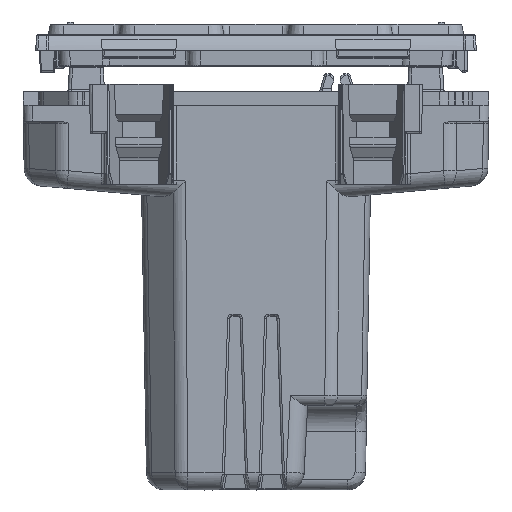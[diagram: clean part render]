
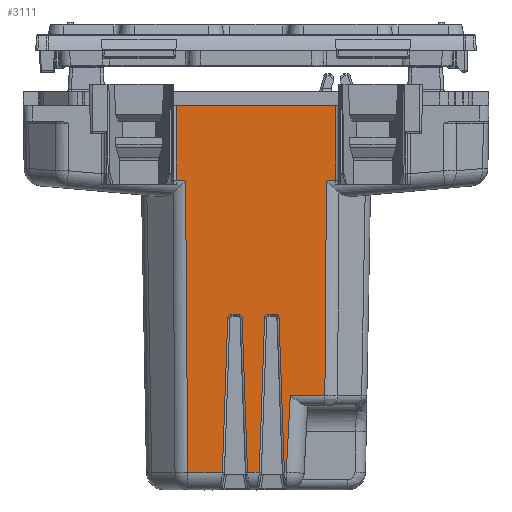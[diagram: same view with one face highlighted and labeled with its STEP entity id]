
A CAD part, front view. The second image highlights one B-rep face of the part: STEP entity #3111.
In plain terms, the highlighted planar face has unit normal (0, -1, -0.018).
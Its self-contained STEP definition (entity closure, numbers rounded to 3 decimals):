
#2949=AXIS2_PLACEMENT_3D('Plane Axis2P3D',#2946,#2947,#2948) ;
#2203=CARTESIAN_POINT('Vertex',(0.306,-21.392,-34.83)) ;
#2430=CARTESIAN_POINT('Vertex',(2.867,-21.392,-34.83)) ;
#2814=CARTESIAN_POINT('Vertex',(6.534,-21.52,-27.517)) ;
#2911=CARTESIAN_POINT('Vertex',(3.251,-21.52,-27.517)) ;
#2914=CARTESIAN_POINT('Line Origine',(3.78,-21.696,-17.415)) ;
#2933=CARTESIAN_POINT('Line Origine',(0.721,-21.52,-27.517)) ;
#2946=CARTESIAN_POINT('Axis2P3D Location',(0.,-22.,0.)) ;
#2952=CARTESIAN_POINT('Control Point',(0.306,-21.392,-34.83)) ;
#2953=CARTESIAN_POINT('Control Point',(0.817,-21.648,-20.19)) ;
#2954=CARTESIAN_POINT('Vertex',(0.817,-21.648,-20.19)) ;
#2958=CARTESIAN_POINT('Control Point',(0.817,-21.648,-20.19)) ;
#2959=CARTESIAN_POINT('Control Point',(0.823,-21.65,-20.036)) ;
#2960=CARTESIAN_POINT('Control Point',(0.908,-21.653,-19.884)) ;
#2961=CARTESIAN_POINT('Control Point',(1.063,-21.654,-19.803)) ;
#2962=CARTESIAN_POINT('Control Point',(1.217,-21.654,-19.803)) ;
#2963=CARTESIAN_POINT('Vertex',(1.217,-21.654,-19.803)) ;
#2966=CARTESIAN_POINT('Line Origine',(0.,-21.654,-19.803)) ;
#2970=CARTESIAN_POINT('Vertex',(1.783,-21.654,-19.803)) ;
#2974=CARTESIAN_POINT('Control Point',(1.783,-21.654,-19.803)) ;
#2975=CARTESIAN_POINT('Control Point',(1.937,-21.654,-19.803)) ;
#2976=CARTESIAN_POINT('Control Point',(2.092,-21.653,-19.884)) ;
#2977=CARTESIAN_POINT('Control Point',(2.177,-21.65,-20.036)) ;
#2978=CARTESIAN_POINT('Control Point',(2.183,-21.648,-20.19)) ;
#2979=CARTESIAN_POINT('Vertex',(2.183,-21.648,-20.19)) ;
#2983=CARTESIAN_POINT('Control Point',(2.694,-21.392,-34.83)) ;
#2984=CARTESIAN_POINT('Control Point',(2.183,-21.648,-20.19)) ;
#2985=CARTESIAN_POINT('Vertex',(2.694,-21.392,-34.83)) ;
#2988=CARTESIAN_POINT('Line Origine',(0.,-21.392,-34.83)) ;
#2994=CARTESIAN_POINT('Control Point',(6.681,-21.875,-7.188)) ;
#2995=CARTESIAN_POINT('Control Point',(6.534,-21.52,-27.517)) ;
#2996=CARTESIAN_POINT('Vertex',(6.681,-21.875,-7.188)) ;
#3000=CARTESIAN_POINT('Control Point',(6.681,-21.875,-7.188)) ;
#3001=CARTESIAN_POINT('Control Point',(7.555,-21.876,-7.112)) ;
#3002=CARTESIAN_POINT('Vertex',(7.555,-21.876,-7.112)) ;
#3005=CARTESIAN_POINT('Line Origine',(7.555,-21.681,-18.25)) ;
#3009=CARTESIAN_POINT('Vertex',(7.555,-22.,0.)) ;
#3012=CARTESIAN_POINT('Line Origine',(0.,-22.,0.)) ;
#3016=CARTESIAN_POINT('Vertex',(-7.555,-22.,0.)) ;
#3019=CARTESIAN_POINT('Line Origine',(-7.555,-21.681,-18.25)) ;
#3023=CARTESIAN_POINT('Vertex',(-7.555,-21.876,-7.112)) ;
#3027=CARTESIAN_POINT('Control Point',(-6.681,-21.875,-7.188)) ;
#3028=CARTESIAN_POINT('Control Point',(-7.555,-21.876,-7.112)) ;
#3029=CARTESIAN_POINT('Vertex',(-6.681,-21.875,-7.188)) ;
#3033=CARTESIAN_POINT('Control Point',(-6.681,-21.875,-7.188)) ;
#3034=CARTESIAN_POINT('Control Point',(-6.481,-21.392,-34.83)) ;
#3035=CARTESIAN_POINT('Vertex',(-6.481,-21.392,-34.83)) ;
#3038=CARTESIAN_POINT('Line Origine',(0.,-21.392,-34.83)) ;
#3042=CARTESIAN_POINT('Vertex',(-3.194,-21.392,-34.83)) ;
#3046=CARTESIAN_POINT('Control Point',(-3.194,-21.392,-34.83)) ;
#3047=CARTESIAN_POINT('Control Point',(-2.683,-21.648,-20.19)) ;
#3048=CARTESIAN_POINT('Vertex',(-2.683,-21.648,-20.19)) ;
#3052=CARTESIAN_POINT('Control Point',(-2.683,-21.648,-20.19)) ;
#3053=CARTESIAN_POINT('Control Point',(-2.677,-21.65,-20.036)) ;
#3054=CARTESIAN_POINT('Control Point',(-2.592,-21.653,-19.884)) ;
#3055=CARTESIAN_POINT('Control Point',(-2.437,-21.654,-19.803)) ;
#3056=CARTESIAN_POINT('Control Point',(-2.283,-21.654,-19.803)) ;
#3057=CARTESIAN_POINT('Vertex',(-2.283,-21.654,-19.803)) ;
#3060=CARTESIAN_POINT('Line Origine',(0.,-21.654,-19.803)) ;
#3064=CARTESIAN_POINT('Vertex',(-1.717,-21.654,-19.803)) ;
#3068=CARTESIAN_POINT('Control Point',(-1.717,-21.654,-19.803)) ;
#3069=CARTESIAN_POINT('Control Point',(-1.563,-21.654,-19.803)) ;
#3070=CARTESIAN_POINT('Control Point',(-1.408,-21.653,-19.884)) ;
#3071=CARTESIAN_POINT('Control Point',(-1.323,-21.65,-20.036)) ;
#3072=CARTESIAN_POINT('Control Point',(-1.317,-21.648,-20.19)) ;
#3073=CARTESIAN_POINT('Vertex',(-1.317,-21.648,-20.19)) ;
#3077=CARTESIAN_POINT('Control Point',(-0.806,-21.392,-34.83)) ;
#3078=CARTESIAN_POINT('Control Point',(-1.317,-21.648,-20.19)) ;
#3079=CARTESIAN_POINT('Vertex',(-0.806,-21.392,-34.83)) ;
#3082=CARTESIAN_POINT('Line Origine',(0.,-21.392,-34.83)) ;
#2915=DIRECTION('Vector Direction',(-0.052,0.017,-0.998)) ;
#2934=DIRECTION('Vector Direction',(-1.,0.,0.)) ;
#2947=DIRECTION('Axis2P3D Direction',(0.,1.,0.017)) ;
#2948=DIRECTION('Axis2P3D XDirection',(-1.,0.,0.)) ;
#2967=DIRECTION('Vector Direction',(-1.,0.,0.)) ;
#2989=DIRECTION('Vector Direction',(-1.,0.,0.)) ;
#3006=DIRECTION('Vector Direction',(0.,-0.017,1.)) ;
#3013=DIRECTION('Vector Direction',(-1.,0.,0.)) ;
#3020=DIRECTION('Vector Direction',(0.,-0.017,1.)) ;
#3039=DIRECTION('Vector Direction',(-1.,0.,0.)) ;
#3061=DIRECTION('Vector Direction',(-1.,0.,0.)) ;
#3083=DIRECTION('Vector Direction',(-1.,0.,0.)) ;
#2916=VECTOR('Line Direction',#2915,1.) ;
#2935=VECTOR('Line Direction',#2934,1.) ;
#2968=VECTOR('Line Direction',#2967,1.) ;
#2990=VECTOR('Line Direction',#2989,1.) ;
#3007=VECTOR('Line Direction',#3006,1.) ;
#3014=VECTOR('Line Direction',#3013,1.) ;
#3021=VECTOR('Line Direction',#3020,1.) ;
#3040=VECTOR('Line Direction',#3039,1.) ;
#3062=VECTOR('Line Direction',#3061,1.) ;
#3084=VECTOR('Line Direction',#3083,1.) ;
#3088=ORIENTED_EDGE('',*,*,#2956,.F.) ;
#3089=ORIENTED_EDGE('',*,*,#2965,.F.) ;
#3090=ORIENTED_EDGE('',*,*,#2972,.F.) ;
#3091=ORIENTED_EDGE('',*,*,#2981,.F.) ;
#3092=ORIENTED_EDGE('',*,*,#2987,.F.) ;
#3093=ORIENTED_EDGE('',*,*,#2992,.F.) ;
#3094=ORIENTED_EDGE('',*,*,#2918,.T.) ;
#3095=ORIENTED_EDGE('',*,*,#2937,.F.) ;
#3096=ORIENTED_EDGE('',*,*,#2998,.F.) ;
#3097=ORIENTED_EDGE('',*,*,#3004,.T.) ;
#3098=ORIENTED_EDGE('',*,*,#3011,.T.) ;
#3099=ORIENTED_EDGE('',*,*,#3018,.T.) ;
#3100=ORIENTED_EDGE('',*,*,#3025,.F.) ;
#3101=ORIENTED_EDGE('',*,*,#3031,.T.) ;
#3102=ORIENTED_EDGE('',*,*,#3037,.F.) ;
#3103=ORIENTED_EDGE('',*,*,#3044,.F.) ;
#3104=ORIENTED_EDGE('',*,*,#3050,.F.) ;
#3105=ORIENTED_EDGE('',*,*,#3059,.F.) ;
#3106=ORIENTED_EDGE('',*,*,#3066,.F.) ;
#3107=ORIENTED_EDGE('',*,*,#3075,.F.) ;
#3108=ORIENTED_EDGE('',*,*,#3081,.F.) ;
#3109=ORIENTED_EDGE('',*,*,#3086,.F.) ;
#3111=ADVANCED_FACE('PartBody',(#3110),#2950,.F.) ;
#2951=B_SPLINE_CURVE_WITH_KNOTS('',1,(#2952,#2953),.UNSPECIFIED.,.F.,.U.,(2,2),(-17.428,-2.777),.UNSPECIFIED.) ;
#2957=B_SPLINE_CURVE_WITH_KNOTS('',4,(#2958,#2959,#2960,#2961,#2962),.UNSPECIFIED.,.F.,.U.,(5,5),(1.062,1.749),.UNSPECIFIED.) ;
#2973=B_SPLINE_CURVE_WITH_KNOTS('',4,(#2974,#2975,#2976,#2977,#2978),.UNSPECIFIED.,.F.,.U.,(5,5),(1.062,1.749),.UNSPECIFIED.) ;
#2982=B_SPLINE_CURVE_WITH_KNOTS('',1,(#2983,#2984),.UNSPECIFIED.,.F.,.U.,(2,2),(-17.428,-2.777),.UNSPECIFIED.) ;
#2993=B_SPLINE_CURVE_WITH_KNOTS('',1,(#2994,#2995),.UNSPECIFIED.,.F.,.U.,(2,2),(-11.064,9.269),.UNSPECIFIED.) ;
#2999=B_SPLINE_CURVE_WITH_KNOTS('',1,(#3000,#3001),.UNSPECIFIED.,.F.,.U.,(2,2),(6.707,7.584),.UNSPECIFIED.) ;
#3026=B_SPLINE_CURVE_WITH_KNOTS('',1,(#3027,#3028),.UNSPECIFIED.,.F.,.U.,(2,2),(6.707,7.584),.UNSPECIFIED.) ;
#3032=B_SPLINE_CURVE_WITH_KNOTS('',1,(#3033,#3034),.UNSPECIFIED.,.F.,.U.,(2,2),(-11.064,16.583),.UNSPECIFIED.) ;
#3045=B_SPLINE_CURVE_WITH_KNOTS('',1,(#3046,#3047),.UNSPECIFIED.,.F.,.U.,(2,2),(-17.428,-2.777),.UNSPECIFIED.) ;
#3051=B_SPLINE_CURVE_WITH_KNOTS('',4,(#3052,#3053,#3054,#3055,#3056),.UNSPECIFIED.,.F.,.U.,(5,5),(1.062,1.749),.UNSPECIFIED.) ;
#3067=B_SPLINE_CURVE_WITH_KNOTS('',4,(#3068,#3069,#3070,#3071,#3072),.UNSPECIFIED.,.F.,.U.,(5,5),(1.062,1.749),.UNSPECIFIED.) ;
#3076=B_SPLINE_CURVE_WITH_KNOTS('',1,(#3077,#3078),.UNSPECIFIED.,.F.,.U.,(2,2),(-17.428,-2.777),.UNSPECIFIED.) ;
#2918=EDGE_CURVE('',#2431,#2912,#2917,.F.) ;
#2937=EDGE_CURVE('',#2815,#2912,#2936,.T.) ;
#2956=EDGE_CURVE('',#2955,#2204,#2951,.F.) ;
#2965=EDGE_CURVE('',#2964,#2955,#2957,.F.) ;
#2972=EDGE_CURVE('',#2971,#2964,#2969,.T.) ;
#2981=EDGE_CURVE('',#2980,#2971,#2973,.F.) ;
#2987=EDGE_CURVE('',#2986,#2980,#2982,.T.) ;
#2992=EDGE_CURVE('',#2431,#2986,#2991,.T.) ;
#2998=EDGE_CURVE('',#2997,#2815,#2993,.T.) ;
#3004=EDGE_CURVE('',#2997,#3003,#2999,.T.) ;
#3011=EDGE_CURVE('',#3003,#3010,#3008,.T.) ;
#3018=EDGE_CURVE('',#3010,#3017,#3015,.T.) ;
#3025=EDGE_CURVE('',#3024,#3017,#3022,.T.) ;
#3031=EDGE_CURVE('',#3024,#3030,#3026,.F.) ;
#3037=EDGE_CURVE('',#3036,#3030,#3032,.F.) ;
#3044=EDGE_CURVE('',#3043,#3036,#3041,.T.) ;
#3050=EDGE_CURVE('',#3049,#3043,#3045,.F.) ;
#3059=EDGE_CURVE('',#3058,#3049,#3051,.F.) ;
#3066=EDGE_CURVE('',#3065,#3058,#3063,.T.) ;
#3075=EDGE_CURVE('',#3074,#3065,#3067,.F.) ;
#3081=EDGE_CURVE('',#3080,#3074,#3076,.T.) ;
#3086=EDGE_CURVE('',#2204,#3080,#3085,.T.) ;
#3087=EDGE_LOOP('',(#3088,#3089,#3090,#3091,#3092,#3093,#3094,#3095,#3096,#3097,#3098,#3099,#3100,#3101,#3102,#3103,#3104,#3105,#3106,#3107,#3108,#3109)) ;
#3110=FACE_OUTER_BOUND('',#3087,.T.) ;
#2917=LINE('Line',#2914,#2916) ;
#2936=LINE('Line',#2933,#2935) ;
#2969=LINE('Line',#2966,#2968) ;
#2991=LINE('Line',#2988,#2990) ;
#3008=LINE('Line',#3005,#3007) ;
#3015=LINE('Line',#3012,#3014) ;
#3022=LINE('Line',#3019,#3021) ;
#3041=LINE('Line',#3038,#3040) ;
#3063=LINE('Line',#3060,#3062) ;
#3085=LINE('Line',#3082,#3084) ;
#2950=PLANE('',#2949) ;
#2204=VERTEX_POINT('',#2203) ;
#2431=VERTEX_POINT('',#2430) ;
#2815=VERTEX_POINT('',#2814) ;
#2912=VERTEX_POINT('',#2911) ;
#2955=VERTEX_POINT('',#2954) ;
#2964=VERTEX_POINT('',#2963) ;
#2971=VERTEX_POINT('',#2970) ;
#2980=VERTEX_POINT('',#2979) ;
#2986=VERTEX_POINT('',#2985) ;
#2997=VERTEX_POINT('',#2996) ;
#3003=VERTEX_POINT('',#3002) ;
#3010=VERTEX_POINT('',#3009) ;
#3017=VERTEX_POINT('',#3016) ;
#3024=VERTEX_POINT('',#3023) ;
#3030=VERTEX_POINT('',#3029) ;
#3036=VERTEX_POINT('',#3035) ;
#3043=VERTEX_POINT('',#3042) ;
#3049=VERTEX_POINT('',#3048) ;
#3058=VERTEX_POINT('',#3057) ;
#3065=VERTEX_POINT('',#3064) ;
#3074=VERTEX_POINT('',#3073) ;
#3080=VERTEX_POINT('',#3079) ;
